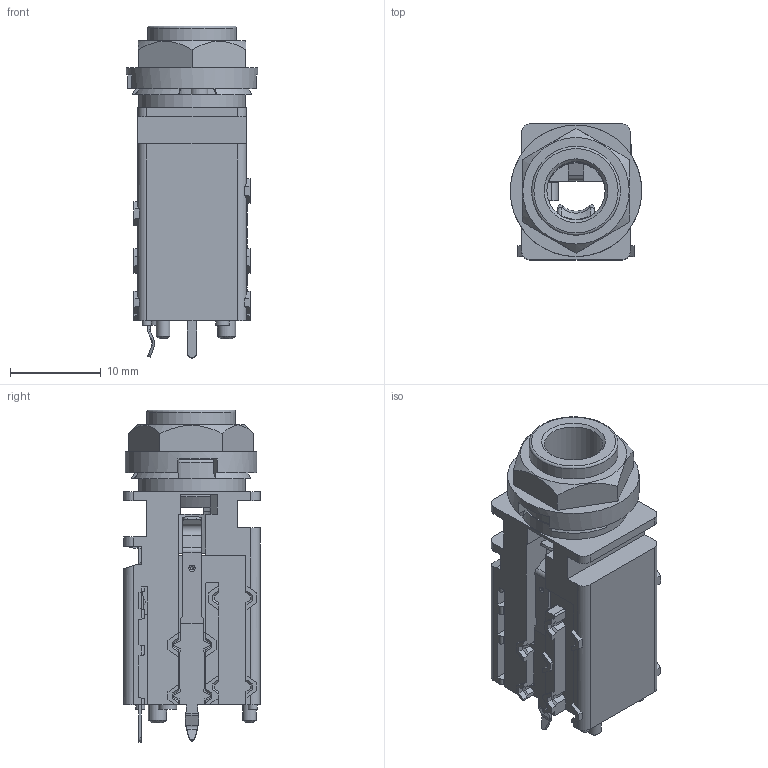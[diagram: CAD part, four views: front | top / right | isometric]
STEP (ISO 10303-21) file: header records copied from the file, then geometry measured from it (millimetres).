
FILE_DESCRIPTION(/* description */ (''),/* implementation_level */ '2;1');
FILE_NAME(/* name */ 'ACJS-PVB-2.stp',/* time_stamp */ '2020-10-22T23:16:01+11:00',/* author */ ('minh'),/* organization */ (''),/* preprocessor_version */ 'ST-DEVELOPER v18.1',/* originating_system */ 'Autodesk Inventor 2021',/* authorisation */ '');
FILE_SCHEMA (('AUTOMOTIVE_DESIGN { 1 0 10303 214 3 1 1 }'));
Length unit declared in the file: inch
Products named in the file (1): ACJS-PVB-2_Shrinkwrap_1
Bounding box: 14.5 x 15 x 36.6 mm (x, y, z)
Volume: 2921.5 mm3; surface area: 4422.5 mm2
Topology: 4 solids, 4 shells, 750 faces, 2047 edges, 1317 vertices
Faces by surface type: plane 586, cylinder 93, bspline 38, cone 20, torus 9, sphere 4
Full cylindrical faces by diameter (mm): 1 x2, 1.5 x2, 2 x2, 6.43 x2, 9.8 x1, 11.8 x1, 14.5 x1
Entity records: 25617 total; most frequent: CARTESIAN_POINT 5984, ORIENTED_EDGE 4086, DIRECTION 3636, EDGE_CURVE 2043, LINE 1658, VECTOR 1658, VERTEX_POINT 1317, AXIS2_PLACEMENT_3D 989
